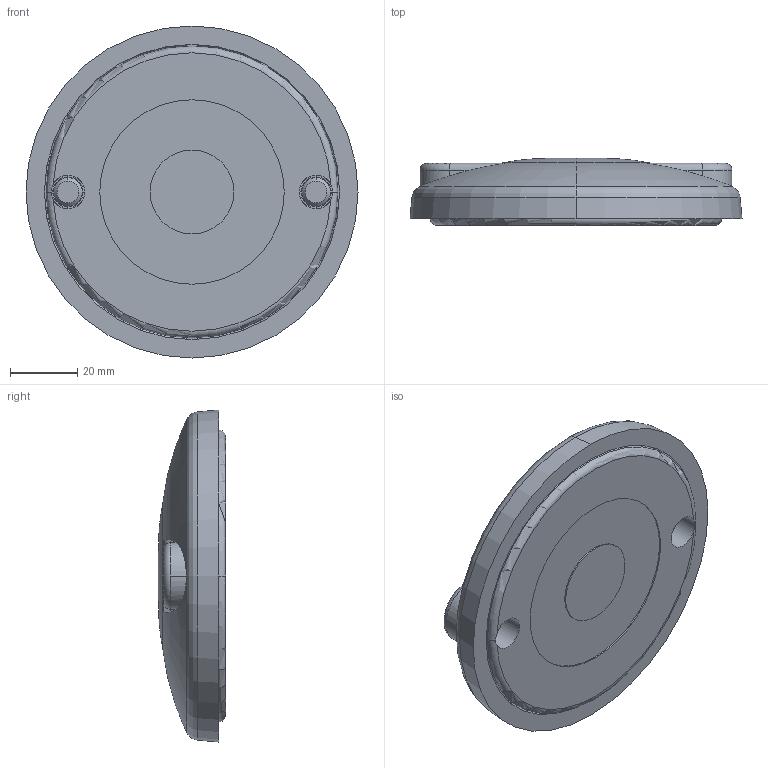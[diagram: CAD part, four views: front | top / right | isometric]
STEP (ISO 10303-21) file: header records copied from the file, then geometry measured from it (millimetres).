
FILE_DESCRIPTION (( 'STEP AP214' ), '1' );
FILE_NAME ('098d100kbzg.STEP', '2014-08-11T09:35:12', ( '' ), ( '' ), 'SwSTEP 2.0', 'SolidWorks 2014', '' );
FILE_SCHEMA (( 'AUTOMOTIVE_DESIGN' ));
Length unit declared in the file: millimetre
Products named in the file (3): 098d100kbzg; 098d100kbz_098 d 100 kbz; 098dg100b_Standard
Assembly tree (2 placements, depth 2):
  098d100kbzg
    098d100kbz_098 d 100 kbz
    098dg100b_Standard
Bounding box: 99 x 20 x 99 mm (x, y, z)
Volume: 91625 mm3; surface area: 42552.2 mm2
Topology: 2 solids, 2 shells, 333 faces, 888 edges, 570 vertices
Faces by surface type: cylinder 154, plane 74, cone 60, torus 43, sphere 2
Entity records: 11661 total; most frequent: CARTESIAN_POINT 3182, ORIENTED_EDGE 1766, DIRECTION 1702, EDGE_CURVE 883, AXIS2_PLACEMENT_3D 701, VERTEX_POINT 567, CIRCLE 363, EDGE_LOOP 350
